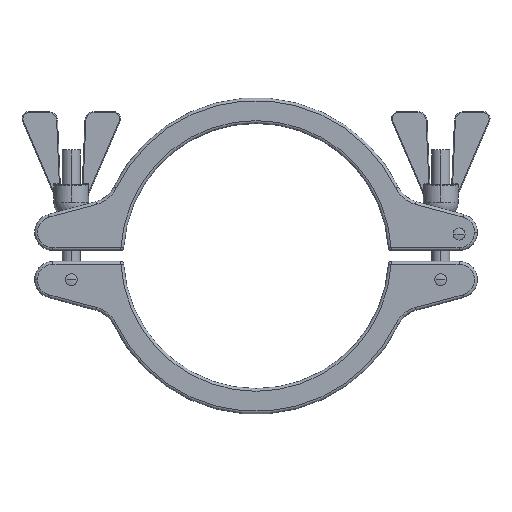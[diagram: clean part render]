
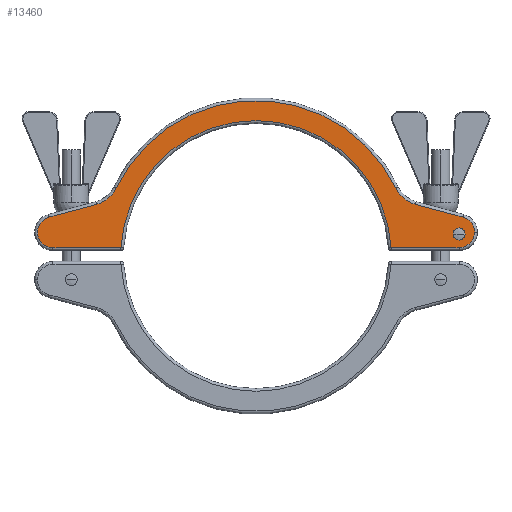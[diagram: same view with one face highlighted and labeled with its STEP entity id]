
A CAD part, top view. The second image highlights one B-rep face of the part: STEP entity #13460.
In plain terms, the highlighted planar face has unit normal (0, 0, 1).
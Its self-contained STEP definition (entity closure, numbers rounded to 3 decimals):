
#24 = VECTOR ( 'NONE', #7846, 1000. ) ;
#94 = CIRCLE ( 'NONE', #6746, 8.5 ) ;
#115 = ORIENTED_EDGE ( 'NONE', *, *, #12358, .T. ) ;
#613 = ORIENTED_EDGE ( 'NONE', *, *, #12889, .T. ) ;
#619 = DIRECTION ( 'NONE',  ( 1., 0., 0. ) ) ;
#744 = CARTESIAN_POINT ( 'NONE',  ( 111., 13., 12. ) ) ;
#1685 = DIRECTION ( 'NONE',  ( 0., 0., -1. ) ) ;
#1719 = CARTESIAN_POINT ( 'NONE',  ( -76.545, 36.959, 12. ) ) ;
#2134 = EDGE_CURVE ( 'NONE', #6911, #15089, #8155, .T. ) ;
#2344 = CARTESIAN_POINT ( 'NONE',  ( 114.3, 12., 12. ) ) ;
#2507 = EDGE_CURVE ( 'NONE', #15089, #9608, #7000, .T. ) ;
#2632 = DIRECTION ( 'NONE',  ( 1., 0., 0. ) ) ;
#2942 = DIRECTION ( 'NONE',  ( 1., 0., 0. ) ) ;
#3008 = CARTESIAN_POINT ( 'NONE',  ( -111., 13., 12. ) ) ;
#3111 = ORIENTED_EDGE ( 'NONE', *, *, #11659, .T. ) ;
#3297 = VERTEX_POINT ( 'NONE', #5616 ) ;
#3354 = PLANE ( 'NONE',  #4819 ) ;
#3433 = DIRECTION ( 'NONE',  ( 0., 0., 1. ) ) ;
#3787 = CARTESIAN_POINT ( 'NONE',  ( -113.2, 21.21, 12. ) ) ;
#4156 = AXIS2_PLACEMENT_3D ( 'NONE', #3008, #8589, #11407 ) ;
#4233 = ORIENTED_EDGE ( 'NONE', *, *, #15816, .T. ) ;
#4263 = CIRCLE ( 'NONE', #11554, 16.5 ) ;
#4767 = VECTOR ( 'NONE', #14475, 1000. ) ;
#4819 = AXIS2_PLACEMENT_3D ( 'NONE', #13110, #3433, #619 ) ;
#4876 = EDGE_CURVE ( 'NONE', #8579, #6911, #9717, .T. ) ;
#5018 = CARTESIAN_POINT ( 'NONE',  ( 87.133, 28.195, 12. ) ) ;
#5124 = CARTESIAN_POINT ( 'NONE',  ( 111., 12., 12. ) ) ;
#5616 = CARTESIAN_POINT ( 'NONE',  ( -87.133, 28.195, 12. ) ) ;
#5843 = EDGE_CURVE ( 'NONE', #11114, #3297, #12654, .T. ) ;
#6280 = DIRECTION ( 'NONE',  ( 1., 0., 0. ) ) ;
#6320 = EDGE_CURVE ( 'NONE', #7348, #12775, #16109, .T. ) ;
#6525 = EDGE_CURVE ( 'NONE', #15508, #11114, #11792, .T. ) ;
#6746 = AXIS2_PLACEMENT_3D ( 'NONE', #744, #13314, #6280 ) ;
#6911 = VERTEX_POINT ( 'NONE', #15697 ) ;
#6932 = ORIENTED_EDGE ( 'NONE', *, *, #2507, .T. ) ;
#7000 = CIRCLE ( 'NONE', #10239, 74. ) ;
#7048 = DIRECTION ( 'NONE',  ( -0.966, -0.259, 0. ) ) ;
#7191 = ORIENTED_EDGE ( 'NONE', *, *, #5843, .T. ) ;
#7197 = DIRECTION ( 'NONE',  ( 1., 0., 0. ) ) ;
#7348 = VERTEX_POINT ( 'NONE', #2344 ) ;
#7688 = AXIS2_PLACEMENT_3D ( 'NONE', #13590, #15117, #2632 ) ;
#7846 = DIRECTION ( 'NONE',  ( -0.966, 0.259, 0. ) ) ;
#8155 = LINE ( 'NONE', #15344, #17737 ) ;
#8526 = VECTOR ( 'NONE', #7048, 1000. ) ;
#8579 = VERTEX_POINT ( 'NONE', #3787 ) ;
#8589 = DIRECTION ( 'NONE',  ( 0., 0., 1. ) ) ;
#8603 = ORIENTED_EDGE ( 'NONE', *, *, #2134, .T. ) ;
#8730 = CARTESIAN_POINT ( 'NONE',  ( 0., 0., 12. ) ) ;
#9015 = CARTESIAN_POINT ( 'NONE',  ( 111., 4.5, 12. ) ) ;
#9185 = CARTESIAN_POINT ( 'NONE',  ( 107.7, 12., 12. ) ) ;
#9440 = EDGE_CURVE ( 'NONE', #12068, #15224, #13413, .T. ) ;
#9568 = DIRECTION ( 'NONE',  ( 1., 0., 0. ) ) ;
#9608 = VERTEX_POINT ( 'NONE', #15502 ) ;
#9717 = CIRCLE ( 'NONE', #4156, 8.5 ) ;
#9827 = EDGE_LOOP ( 'NONE', ( #8603, #6932, #115, #15860, #613, #11874, #3111, #10538, #7191, #4233, #13220 ) ) ;
#9872 = VERTEX_POINT ( 'NONE', #13386 ) ;
#9989 = DIRECTION ( 'NONE',  ( 0., 0., -1. ) ) ;
#10026 = DIRECTION ( 'NONE',  ( 0., 0., 1. ) ) ;
#10239 = AXIS2_PLACEMENT_3D ( 'NONE', #16964, #1685, #12797 ) ;
#10305 = FACE_OUTER_BOUND ( 'NONE', #9827, .T. ) ;
#10379 = ORIENTED_EDGE ( 'NONE', *, *, #6320, .F. ) ;
#10538 = ORIENTED_EDGE ( 'NONE', *, *, #6525, .T. ) ;
#10875 = CARTESIAN_POINT ( 'NONE',  ( 87.133, 28.195, 12. ) ) ;
#11114 = VERTEX_POINT ( 'NONE', #1719 ) ;
#11183 = DIRECTION ( 'NONE',  ( 1., 0., 0. ) ) ;
#11407 = DIRECTION ( 'NONE',  ( 1., 0., 0. ) ) ;
#11482 = EDGE_CURVE ( 'NONE', #12775, #7348, #12132, .T. ) ;
#11554 = AXIS2_PLACEMENT_3D ( 'NONE', #16859, #9989, #2942 ) ;
#11596 = CARTESIAN_POINT ( 'NONE',  ( 111., 13., 12. ) ) ;
#11659 = EDGE_CURVE ( 'NONE', #15224, #15508, #4263, .T. ) ;
#11792 = CIRCLE ( 'NONE', #12944, 85. ) ;
#11814 = DIRECTION ( 'NONE',  ( 0., 0., 1. ) ) ;
#11874 = ORIENTED_EDGE ( 'NONE', *, *, #9440, .T. ) ;
#12068 = VERTEX_POINT ( 'NONE', #15397 ) ;
#12132 = CIRCLE ( 'NONE', #13001, 3.3 ) ;
#12349 = AXIS2_PLACEMENT_3D ( 'NONE', #13750, #16530, #9568 ) ;
#12358 = EDGE_CURVE ( 'NONE', #9608, #9872, #15997, .T. ) ;
#12411 = CARTESIAN_POINT ( 'NONE',  ( 76.545, 36.959, 12. ) ) ;
#12654 = CIRCLE ( 'NONE', #12349, 16.5 ) ;
#12693 = DIRECTION ( 'NONE',  ( 0., 0., 1. ) ) ;
#12775 = VERTEX_POINT ( 'NONE', #9185 ) ;
#12797 = DIRECTION ( 'NONE',  ( 1., 0., 0. ) ) ;
#12889 = EDGE_CURVE ( 'NONE', #17043, #12068, #12965, .T. ) ;
#12944 = AXIS2_PLACEMENT_3D ( 'NONE', #8730, #10026, #15713 ) ;
#12965 = CIRCLE ( 'NONE', #14711, 8.5 ) ;
#13001 = AXIS2_PLACEMENT_3D ( 'NONE', #5124, #11814, #16063 ) ;
#13110 = CARTESIAN_POINT ( 'NONE',  ( 0., 0., 12. ) ) ;
#13220 = ORIENTED_EDGE ( 'NONE', *, *, #4876, .T. ) ;
#13314 = DIRECTION ( 'NONE',  ( 0., 0., 1. ) ) ;
#13386 = CARTESIAN_POINT ( 'NONE',  ( 111., 4.5, 12. ) ) ;
#13413 = LINE ( 'NONE', #5018, #24 ) ;
#13460 = ADVANCED_FACE ( 'NONE', ( #10305, #15828 ), #3354, .T. ) ;
#13590 = CARTESIAN_POINT ( 'NONE',  ( 111., 12., 12. ) ) ;
#13750 = CARTESIAN_POINT ( 'NONE',  ( -91.403, 44.133, 12. ) ) ;
#14176 = CARTESIAN_POINT ( 'NONE',  ( -113.2, 21.21, 12. ) ) ;
#14475 = DIRECTION ( 'NONE',  ( 1., 0., 0. ) ) ;
#14711 = AXIS2_PLACEMENT_3D ( 'NONE', #11596, #12693, #7197 ) ;
#14788 = CARTESIAN_POINT ( 'NONE',  ( -73.863, 4.5, 12. ) ) ;
#14849 = ORIENTED_EDGE ( 'NONE', *, *, #11482, .F. ) ;
#15089 = VERTEX_POINT ( 'NONE', #14788 ) ;
#15117 = DIRECTION ( 'NONE',  ( 0., 0., 1. ) ) ;
#15224 = VERTEX_POINT ( 'NONE', #10875 ) ;
#15344 = CARTESIAN_POINT ( 'NONE',  ( -72.438, 4.5, 12. ) ) ;
#15397 = CARTESIAN_POINT ( 'NONE',  ( 113.2, 21.21, 12. ) ) ;
#15502 = CARTESIAN_POINT ( 'NONE',  ( 73.863, 4.5, 12. ) ) ;
#15508 = VERTEX_POINT ( 'NONE', #12411 ) ;
#15592 = EDGE_LOOP ( 'NONE', ( #14849, #10379 ) ) ;
#15697 = CARTESIAN_POINT ( 'NONE',  ( -111., 4.5, 12. ) ) ;
#15713 = DIRECTION ( 'NONE',  ( 1., 0., 0. ) ) ;
#15816 = EDGE_CURVE ( 'NONE', #3297, #8579, #17711, .T. ) ;
#15828 = FACE_BOUND ( 'NONE', #15592, .T. ) ;
#15860 = ORIENTED_EDGE ( 'NONE', *, *, #16996, .T. ) ;
#15997 = LINE ( 'NONE', #9015, #4767 ) ;
#16063 = DIRECTION ( 'NONE',  ( 1., 0., 0. ) ) ;
#16109 = CIRCLE ( 'NONE', #7688, 3.3 ) ;
#16123 = CARTESIAN_POINT ( 'NONE',  ( 119.5, 13., 12. ) ) ;
#16530 = DIRECTION ( 'NONE',  ( 0., 0., -1. ) ) ;
#16859 = CARTESIAN_POINT ( 'NONE',  ( 91.403, 44.133, 12. ) ) ;
#16964 = CARTESIAN_POINT ( 'NONE',  ( 0., 0., 12. ) ) ;
#16996 = EDGE_CURVE ( 'NONE', #9872, #17043, #94, .T. ) ;
#17043 = VERTEX_POINT ( 'NONE', #16123 ) ;
#17711 = LINE ( 'NONE', #14176, #8526 ) ;
#17737 = VECTOR ( 'NONE', #11183, 1000. ) ;
